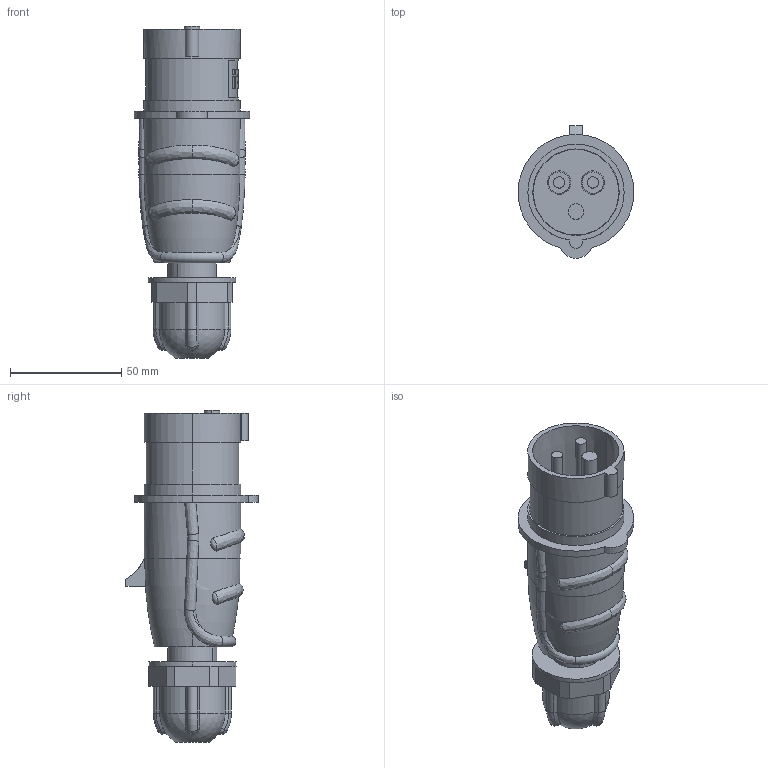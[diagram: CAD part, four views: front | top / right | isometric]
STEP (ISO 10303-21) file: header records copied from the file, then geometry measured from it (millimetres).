
FILE_DESCRIPTION (( 'STEP AP214' ), '1' );
FILE_NAME ('PSN01-016-3 MAGNUM Âèëêà ïåðåíîñ. ÑÑÈ-013 16À-6÷ 220Â 2P+PE IP44 IEK.STEP', '2025-07-22T10:34:59', ( '' ), ( '' ), 'SwSTEP 2.0', 'SolidWorks 2022', '' );
FILE_SCHEMA (( 'AUTOMOTIVE_DESIGN' ));
Length unit declared in the file: millimetre
Products named in the file (1): PSN01-016-3 MAGNUM Вилка перенос. ССИ-013 16А-6ч 220В 2P+PE IP44 IEK
Bounding box: 52 x 59.6 x 149.06 mm (x, y, z)
Volume: 89601.2 mm3; surface area: 43854.5 mm2
Topology: 7 solids, 7 shells, 441 faces, 1091 edges, 694 vertices
Faces by surface type: plane 245, cylinder 124, cone 30, bspline 20, torus 16, sphere 6
Entity records: 15036 total; most frequent: CARTESIAN_POINT 4333, DIRECTION 2199, ORIENTED_EDGE 2162, EDGE_CURVE 1081, AXIS2_PLACEMENT_3D 795, VERTEX_POINT 694, LINE 609, VECTOR 609
